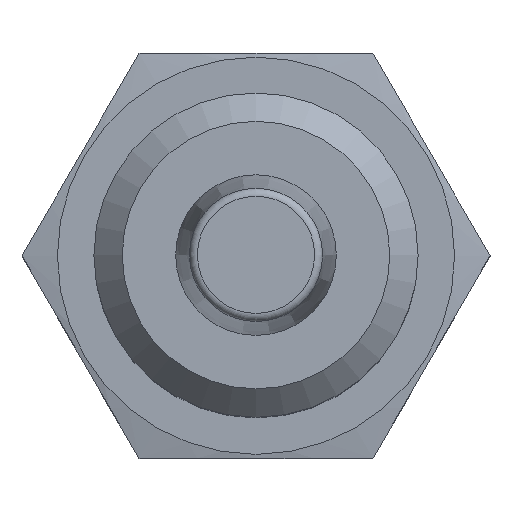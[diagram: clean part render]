
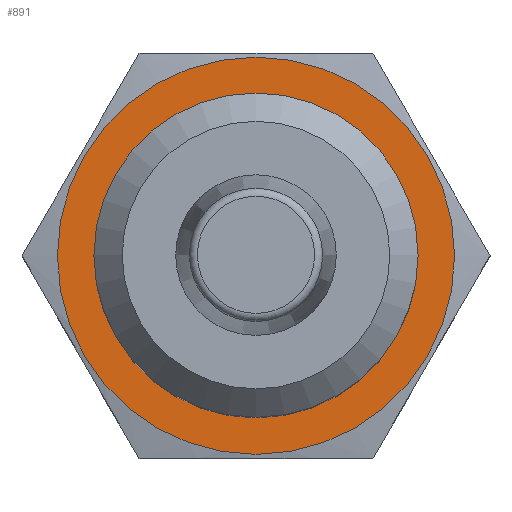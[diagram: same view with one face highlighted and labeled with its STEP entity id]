
A CAD part, top view. The second image highlights one B-rep face of the part: STEP entity #891.
In plain terms, the highlighted face is planar.
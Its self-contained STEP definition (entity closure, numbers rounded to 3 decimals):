
#266=ORIENTED_EDGE('',*,*,#372,.F.);
#267=ORIENTED_EDGE('',*,*,#373,.T.);
#372=EDGE_CURVE('',#437,#437,#471,.T.);
#373=EDGE_CURVE('',#438,#438,#472,.T.);
#437=VERTEX_POINT('',#1324);
#438=VERTEX_POINT('',#1326);
#471=CIRCLE('',#964,4.9);
#472=CIRCLE('',#965,4.);
#519=EDGE_LOOP('',(#266));
#520=EDGE_LOOP('',(#267));
#582=FACE_BOUND('',#519,.T.);
#583=FACE_BOUND('',#520,.T.);
#625=PLANE('',#963);
#891=ADVANCED_FACE('',(#582,#583),#625,.F.);
#963=AXIS2_PLACEMENT_3D('',#1322,#1118,#1119);
#964=AXIS2_PLACEMENT_3D('',#1323,#1120,#1121);
#965=AXIS2_PLACEMENT_3D('',#1325,#1122,#1123);
#1118=DIRECTION('',(1.,0.,0.));
#1119=DIRECTION('',(0.,0.,-1.));
#1120=DIRECTION('',(1.,0.,0.));
#1121=DIRECTION('',(0.,0.,-1.));
#1122=DIRECTION('',(1.,0.,0.));
#1123=DIRECTION('',(0.,0.,-1.));
#1322=CARTESIAN_POINT('',(0.,0.,0.));
#1323=CARTESIAN_POINT('',(0.,0.,0.));
#1324=CARTESIAN_POINT('',(0.,0.,-4.9));
#1325=CARTESIAN_POINT('',(0.,0.,0.));
#1326=CARTESIAN_POINT('',(0.,0.,-4.));
